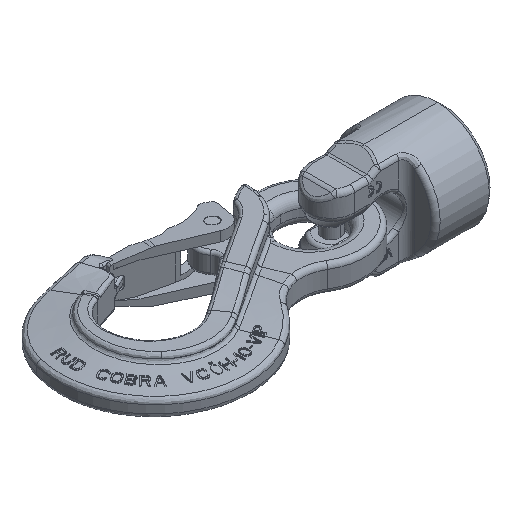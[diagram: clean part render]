
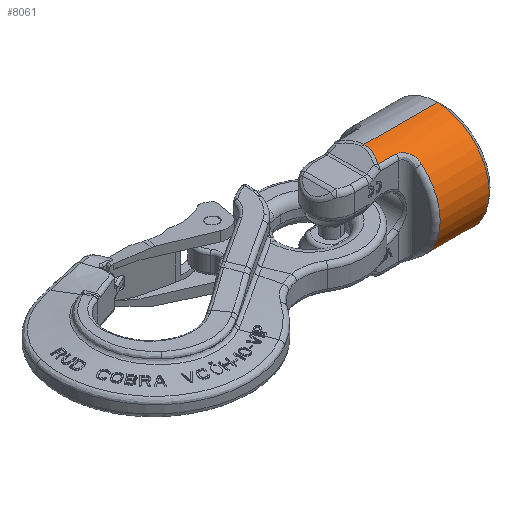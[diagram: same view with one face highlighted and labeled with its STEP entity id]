
A CAD part, isometric view. The second image highlights one B-rep face of the part: STEP entity #8061.
In plain terms, the highlighted cylindrical face has radius 34 mm (diameter 68 mm), a partial arc.
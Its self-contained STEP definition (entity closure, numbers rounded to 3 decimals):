
#664=DIRECTION('',(1.,0.,0.));
#665=VECTOR('',#664,47.696);
#666=CARTESIAN_POINT('',(36.304,0.,
-34.));
#667=LINE('',#666,#665);
#1113=CARTESIAN_POINT('',(84.,0.,0.));
#1114=DIRECTION('',(1.,0.,0.));
#1115=DIRECTION('',(0.,0.,1.));
#1116=AXIS2_PLACEMENT_3D('',#1113,#1114,#1115);
#1118=CARTESIAN_POINT('',(32.118,-13.161,
-31.349));
#1119=CARTESIAN_POINT('',(32.619,-12.405,
-31.667));
#1120=CARTESIAN_POINT('',(33.516,-10.898,
-32.235));
#1121=CARTESIAN_POINT('',(34.559,-8.696,
-32.895));
#1122=CARTESIAN_POINT('',(35.343,-6.527,
-33.391));
#1123=CARTESIAN_POINT('',(35.893,-4.386,
-33.74));
#1124=CARTESIAN_POINT('',(36.231,-2.186,
-33.954));
#1125=CARTESIAN_POINT('',(36.304,-0.728,
-34.));
#1126=CARTESIAN_POINT('',(36.304,0.,
-34.));
#1128=DIRECTION('',(-1.,0.,0.));
#1129=VECTOR('',#1128,11.882);
#1130=CARTESIAN_POINT('',(44.,-13.161,
-31.349));
#1131=LINE('',#1130,#1129);
#1132=CARTESIAN_POINT('',(52.,-21.935,-25.978));
#1133=CARTESIAN_POINT('',(52.,-21.692,
-26.183));
#1134=CARTESIAN_POINT('',(51.981,-21.215,
-26.574));
#1135=CARTESIAN_POINT('',(51.906,-20.543,
-27.096));
#1136=CARTESIAN_POINT('',(51.789,-19.898,
-27.573));
#1137=CARTESIAN_POINT('',(51.629,-19.269,
-28.016));
#1138=CARTESIAN_POINT('',(51.423,-18.642,
-28.437));
#1139=CARTESIAN_POINT('',(51.164,-18.007,
-28.843));
#1140=CARTESIAN_POINT('',(50.834,-17.355,
-29.24));
#1141=CARTESIAN_POINT('',(50.495,-16.799,
-29.562));
#1142=CARTESIAN_POINT('',(50.112,-16.259,
-29.863));
#1143=CARTESIAN_POINT('',(49.645,-15.703,
-30.158));
#1144=CARTESIAN_POINT('',(49.159,-15.217,
-30.406));
#1145=CARTESIAN_POINT('',(48.644,-14.779,
-30.621));
#1146=CARTESIAN_POINT('',(48.088,-14.381,
-30.81));
#1147=CARTESIAN_POINT('',(47.496,-14.032,
-30.97));
#1148=CARTESIAN_POINT('',(46.875,-13.736,
-31.102));
#1149=CARTESIAN_POINT('',(46.221,-13.495,
-31.208));
#1150=CARTESIAN_POINT('',(45.528,-13.311,
-31.286));
#1151=CARTESIAN_POINT('',(44.793,-13.191,
-31.337));
#1152=CARTESIAN_POINT('',(44.27,-13.161,
-31.349));
#1153=CARTESIAN_POINT('',(44.,-13.161,
-31.349));
#1155=CARTESIAN_POINT('',(52.,0.,0.));
#1156=DIRECTION('',(1.,0.,0.));
#1157=DIRECTION('',(0.,-0.645,0.764));
#1158=AXIS2_PLACEMENT_3D('',#1155,#1156,#1157);
#1160=CARTESIAN_POINT('',(44.,-13.161,31.349));
#1161=CARTESIAN_POINT('',(44.273,-13.161,31.349));
#1162=CARTESIAN_POINT('',(44.802,-13.192,31.337));
#1163=CARTESIAN_POINT('',(45.542,-13.313,31.285));
#1164=CARTESIAN_POINT('',(46.239,-13.5,31.205));
#1165=CARTESIAN_POINT('',(46.897,-13.745,31.098));
#1166=CARTESIAN_POINT('',(47.523,-14.046,30.964));
#1167=CARTESIAN_POINT('',(48.12,-14.402,30.8));
#1168=CARTESIAN_POINT('',(48.678,-14.805,30.608));
#1169=CARTESIAN_POINT('',(49.187,-15.243,30.393));
#1170=CARTESIAN_POINT('',(49.664,-15.725,30.147));
#1171=CARTESIAN_POINT('',(50.122,-16.272,29.855));
#1172=CARTESIAN_POINT('',(50.501,-16.808,29.557));
#1173=CARTESIAN_POINT('',(50.844,-17.373,29.229));
#1174=CARTESIAN_POINT('',(51.171,-18.022,28.834));
#1175=CARTESIAN_POINT('',(51.43,-18.659,28.426));
#1176=CARTESIAN_POINT('',(51.635,-19.289,28.002));
#1177=CARTESIAN_POINT('',(51.793,-19.918,27.559));
#1178=CARTESIAN_POINT('',(51.908,-20.559,27.084));
#1179=CARTESIAN_POINT('',(51.982,-21.223,26.567));
#1180=CARTESIAN_POINT('',(52.,-21.695,26.181));
#1181=CARTESIAN_POINT('',(52.,-21.935,25.978));
#1183=DIRECTION('',(1.,0.,0.));
#1184=VECTOR('',#1183,11.882);
#1185=CARTESIAN_POINT('',(32.118,-13.161,31.349));
#1186=LINE('',#1185,#1184);
#1187=CARTESIAN_POINT('',(36.304,0.,
34.));
#1188=CARTESIAN_POINT('',(36.304,-0.676,
34.));
#1189=CARTESIAN_POINT('',(36.24,-2.046,33.96));
#1190=CARTESIAN_POINT('',(35.939,-4.143,33.769));
#1191=CARTESIAN_POINT('',(35.416,-6.288,33.438));
#1192=CARTESIAN_POINT('',(34.644,-8.498,32.949));
#1193=CARTESIAN_POINT('',(33.563,-10.819,32.264));
#1194=CARTESIAN_POINT('',(32.636,-12.379,31.678));
#1195=CARTESIAN_POINT('',(32.118,-13.161,31.349));
#1197=DIRECTION('',(1.,0.,0.));
#1198=VECTOR('',#1197,47.696);
#1199=CARTESIAN_POINT('',(36.304,0.,
34.));
#1200=LINE('',#1199,#1198);
#5671=CARTESIAN_POINT('',(36.304,0.,34.));
#5673=VERTEX_POINT('',#5671);
#5675=CARTESIAN_POINT('',(36.304,0.,
-34.));
#5677=VERTEX_POINT('',#5675);
#5681=VERTEX_POINT('',#1160);
#5682=VERTEX_POINT('',#1181);
#5683=CARTESIAN_POINT('',(32.118,-13.161,31.349));
#5684=VERTEX_POINT('',#5683);
#5707=VERTEX_POINT('',#1132);
#5708=VERTEX_POINT('',#1153);
#5713=CARTESIAN_POINT('',(32.118,-13.161,
-31.349));
#5714=VERTEX_POINT('',#5713);
#6846=CARTESIAN_POINT('',(84.,0.,-34.));
#6847=CARTESIAN_POINT('',(84.,0.,34.));
#6848=VERTEX_POINT('',#6846);
#6849=VERTEX_POINT('',#6847);
#8037=CARTESIAN_POINT('',(0.,0.,0.));
#8038=DIRECTION('',(1.,0.,0.));
#8039=DIRECTION('',(0.,0.,-1.));
#8040=AXIS2_PLACEMENT_3D('',#8037,#8038,#8039);
#8041=CYLINDRICAL_SURFACE('',#8040,34.);
#8042=ORIENTED_EDGE('',*,*,#6870,.T.);
#8043=ORIENTED_EDGE('',*,*,#6912,.F.);
#8045=ORIENTED_EDGE('',*,*,#8044,.F.);
#8047=ORIENTED_EDGE('',*,*,#8046,.F.);
#8049=ORIENTED_EDGE('',*,*,#8048,.F.);
#8051=ORIENTED_EDGE('',*,*,#8050,.F.);
#8053=ORIENTED_EDGE('',*,*,#8052,.F.);
#8055=ORIENTED_EDGE('',*,*,#8054,.F.);
#8057=ORIENTED_EDGE('',*,*,#8056,.F.);
#8058=ORIENTED_EDGE('',*,*,#6896,.T.);
#8059=EDGE_LOOP('',(#8042,#8043,#8045,#8047,#8049,#8051,#8053,#8055,#8057,
#8058));
#8060=FACE_OUTER_BOUND('',#8059,.F.);
#8061=ADVANCED_FACE('',(#8060),#8041,.T.);
#1117=CIRCLE('',#1116,34.);
#1127=B_SPLINE_CURVE_WITH_KNOTS('',3,(#1118,#1119,#1120,#1121,#1122,#1123,#1124,
#1125,#1126),.UNSPECIFIED.,.F.,.F.,(4,1,1,1,1,1,4),(0.,0.167,
0.333,0.5,0.667,0.833,1.),
.UNSPECIFIED.);
#1154=B_SPLINE_CURVE_WITH_KNOTS('',3,(#1132,#1133,#1134,#1135,#1136,#1137,#1138,
#1139,#1140,#1141,#1142,#1143,#1144,#1145,#1146,#1147,#1148,#1149,#1150,#1151,
#1152,#1153),.UNSPECIFIED.,.F.,.F.,(4,1,1,1,1,1,1,1,1,1,1,1,1,1,1,1,1,1,1,4),(
0.,0.053,0.105,0.158,0.211,
0.263,0.316,0.368,0.421,
0.474,0.526,0.579,0.632,
0.684,0.737,0.789,0.842,
0.895,0.947,1.),.UNSPECIFIED.);
#1159=CIRCLE('',#1158,34.);
#1182=B_SPLINE_CURVE_WITH_KNOTS('',3,(#1160,#1161,#1162,#1163,#1164,#1165,#1166,
#1167,#1168,#1169,#1170,#1171,#1172,#1173,#1174,#1175,#1176,#1177,#1178,#1179,
#1180,#1181),.UNSPECIFIED.,.F.,.F.,(4,1,1,1,1,1,1,1,1,1,1,1,1,1,1,1,1,1,1,4),(
0.,0.053,0.105,0.158,0.211,
0.263,0.316,0.368,0.421,
0.474,0.526,0.579,0.632,
0.684,0.737,0.789,0.842,
0.895,0.947,1.),.UNSPECIFIED.);
#1196=B_SPLINE_CURVE_WITH_KNOTS('',3,(#1187,#1188,#1189,#1190,#1191,#1192,#1193,
#1194,#1195),.UNSPECIFIED.,.F.,.F.,(4,1,1,1,1,1,4),(0.,0.167,
0.333,0.5,0.667,0.833,1.),
.UNSPECIFIED.);
#6870=EDGE_CURVE('',#6849,#6848,#1117,.T.);
#6896=EDGE_CURVE('',#5673,#6849,#1200,.T.);
#6912=EDGE_CURVE('',#5677,#6848,#667,.T.);
#8044=EDGE_CURVE('',#5714,#5677,#1127,.T.);
#8046=EDGE_CURVE('',#5708,#5714,#1131,.T.);
#8048=EDGE_CURVE('',#5707,#5708,#1154,.T.);
#8050=EDGE_CURVE('',#5682,#5707,#1159,.T.);
#8052=EDGE_CURVE('',#5681,#5682,#1182,.T.);
#8054=EDGE_CURVE('',#5684,#5681,#1186,.T.);
#8056=EDGE_CURVE('',#5673,#5684,#1196,.T.);
